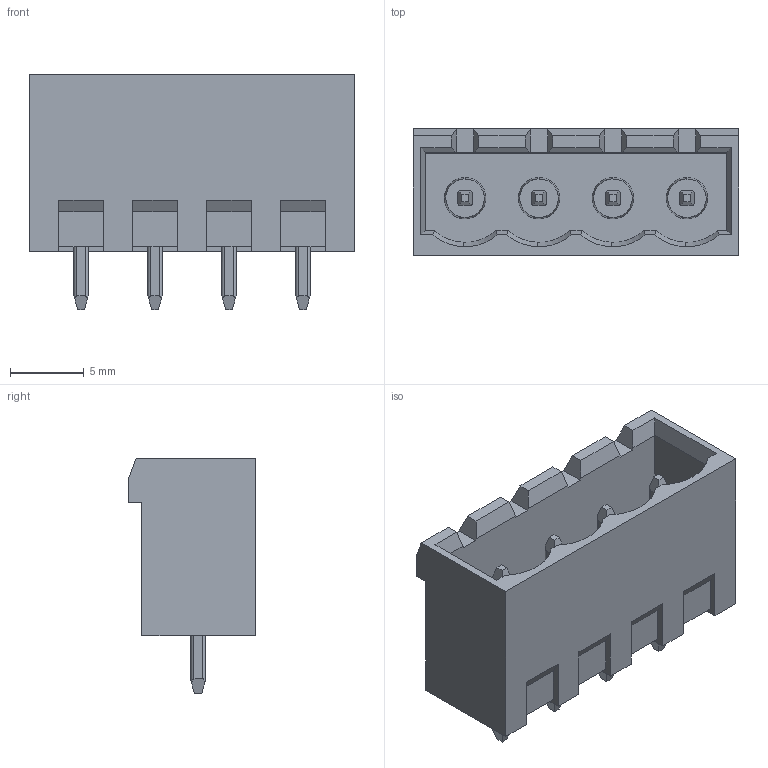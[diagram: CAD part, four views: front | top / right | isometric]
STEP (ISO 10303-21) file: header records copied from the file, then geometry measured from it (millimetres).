
FILE_DESCRIPTION(('STEP AP242'),'1');
FILE_NAME('1755532.stp','2024-12-18T05:35:15',('TraceParts'),('TraceParts S.A.'),'Spatial InterOp 3D',' ',' ');
FILE_SCHEMA(('AP242_MANAGED_MODEL_BASED_3D_ENGINEERING_MIM_LF {1 0 10303 442 1 1 4}'));
Length unit declared in the file: millimetre
Products named in the file (1): 1755532_1
Bounding box: 22 x 8.57 x 15.9 mm (x, y, z)
Volume: 1088.1 mm3; surface area: 1830.1 mm2
Topology: 5 solids, 5 shells, 547 faces, 1547 edges, 1028 vertices
Faces by surface type: plane 421, cylinder 110, cone 16
Entity records: 30831 total; most frequent: CARTESIAN_POINT 4777, ORIENTED_EDGE 3094, DIRECTION 2731, STYLED_ITEM 2036, PRESENTATION_STYLE_ASSIGNMENT 2036, COLOUR_RGB 2036, EDGE_CURVE 1547, CURVE_STYLE 1484
